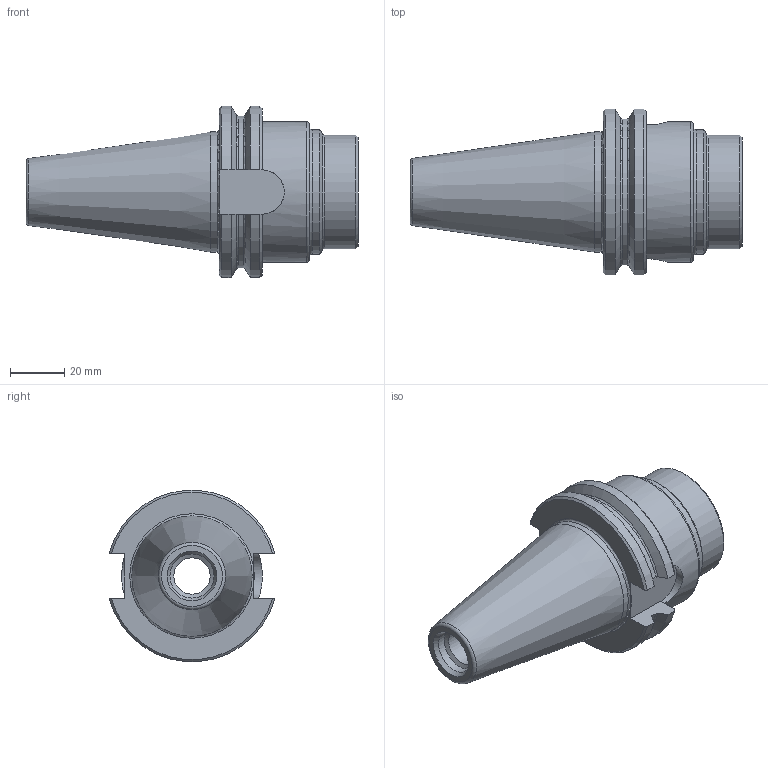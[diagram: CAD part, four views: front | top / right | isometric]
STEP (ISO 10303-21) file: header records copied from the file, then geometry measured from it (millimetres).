
FILE_DESCRIPTION(/* description */ (''),/* implementation_level */ '2;1');
FILE_NAME(/* name */ 'CAT40-ER32-0250-HP.stp',/* time_stamp */ '2020-07-02T14:53:36-05:00',/* author */ ('ldfli'),/* organization */ (''),/* preprocessor_version */ 'ST-DEVELOPER v18.1',/* originating_system */ 'Autodesk Inventor LT',/* authorisation */ '');
FILE_SCHEMA (('AUTOMOTIVE_DESIGN { 1 0 10303 214 3 1 1 }'));
Length unit declared in the file: millimetre
Products named in the file (1): CAT40-ER32-0250-HP
Bounding box: 122.76 x 61.35 x 63.26 mm (x, y, z)
Volume: 130386.6 mm3; surface area: 28919.5 mm2
Topology: 1 solids, 1 shells, 58 faces, 172 edges, 120 vertices
Faces by surface type: cylinder 17, plane 16, cone 15, torus 10
Full cylindrical faces by diameter (mm): 10 x1, 13.386 x1, 16.281 x1, 22.376 x1, 24.5 x1, 42 x1, 44.45 x1, 46 x1, 52 x1
Entity records: 2115 total; most frequent: CARTESIAN_POINT 478, DIRECTION 354, ORIENTED_EDGE 344, EDGE_CURVE 172, AXIS2_PLACEMENT_3D 152, VERTEX_POINT 120, CIRCLE 93, EDGE_LOOP 64
